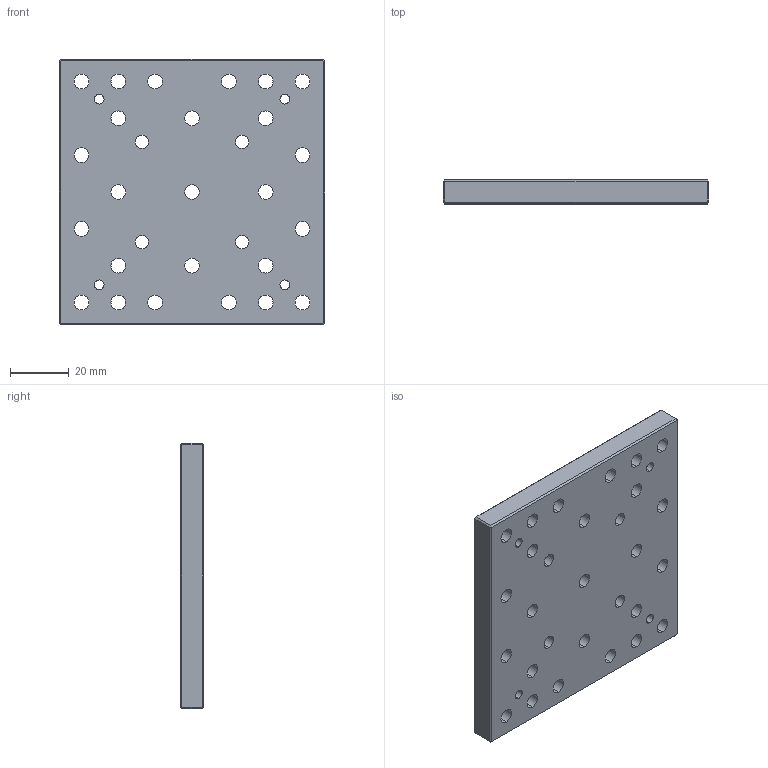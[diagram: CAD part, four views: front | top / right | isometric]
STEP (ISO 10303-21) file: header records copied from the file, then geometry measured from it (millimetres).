
FILE_DESCRIPTION (( 'STEP AP203' ), '1' );
FILE_NAME ('BP-20.STEP', '2022-07-20T08:36:34', ( '' ), ( '' ), 'SwSTEP 2.0', 'SolidWorks 2021', '' );
FILE_SCHEMA (( 'CONFIG_CONTROL_DESIGN' ));
Length unit declared in the file: millimetre
Products named in the file (1): BP-20
Bounding box: 90 x 8 x 90 mm (x, y, z)
Volume: 59378.4 mm3; surface area: 21805 mm2
Topology: 1 solids, 1 shells, 104 faces, 278 edges, 180 vertices
Faces by surface type: cylinder 74, plane 30
Entity records: 3511 total; most frequent: DIRECTION 636, CARTESIAN_POINT 563, ORIENTED_EDGE 556, EDGE_CURVE 278, AXIS2_PLACEMENT_3D 253, VERTEX_POINT 180, EDGE_LOOP 174, CIRCLE 148
